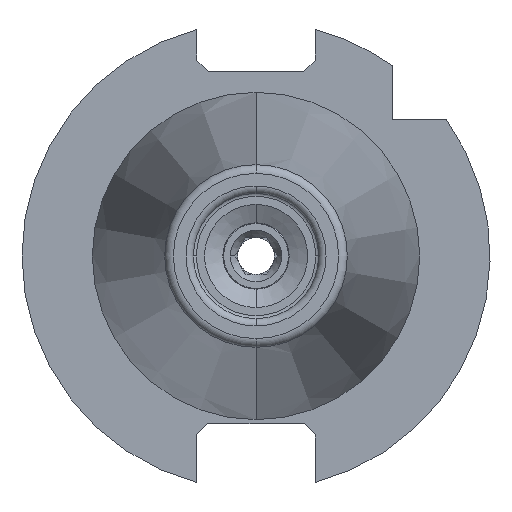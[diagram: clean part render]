
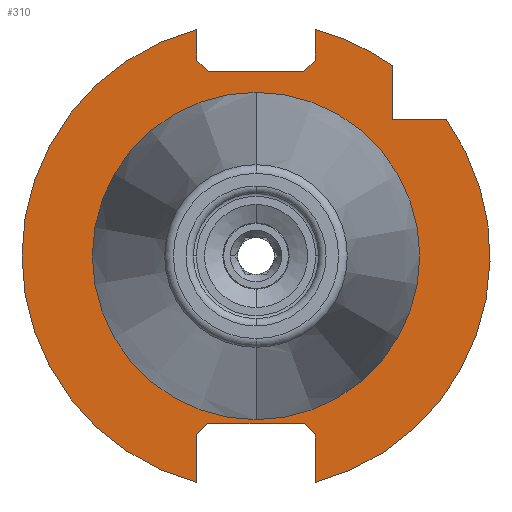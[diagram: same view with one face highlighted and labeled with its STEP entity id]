
A CAD part, left-side view. The second image highlights one B-rep face of the part: STEP entity #310.
In plain terms, the highlighted planar face has unit normal (-1, 0, 0).
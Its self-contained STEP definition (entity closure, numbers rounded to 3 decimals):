
#310 = ADVANCED_FACE ( 'NONE', ( #673, #680 ), #4024, .F. ) ;
#496 = EDGE_CURVE ( 'NONE', #3338, #3328, #946, .T. ) ;
#525 = EDGE_CURVE ( 'NONE', #3358, #3337, #977, .T. ) ;
#579 = EDGE_CURVE ( 'NONE', #3392, #3369, #1050, .T. ) ;
#581 = EDGE_CURVE ( 'NONE', #3323, #3283, #1052, .T. ) ;
#673 = FACE_BOUND ( 'NONE', #3572, .T. ) ;
#680 = FACE_OUTER_BOUND ( 'NONE', #3560, .T. ) ;
#946 = CIRCLE ( 'NONE', #2616, 31.775 ) ;
#977 = CIRCLE ( 'NONE', #2638, 31.775 ) ;
#1050 = CIRCLE ( 'NONE', #2678, 31.775 ) ;
#1052 = CIRCLE ( 'NONE', #2680, 22.225 ) ;
#1140 = CIRCLE ( 'NONE', #2784, 22.225 ) ;
#1142 = LINE ( 'NONE', #1676, #1144 ) ;
#1143 = LINE ( 'NONE', #1684, #1146 ) ;
#1144 = VECTOR ( 'NONE', #1675, 1000. ) ;
#1145 = LINE ( 'NONE', #1686, #1148 ) ;
#1146 = VECTOR ( 'NONE', #1685, 1000. ) ;
#1147 = LINE ( 'NONE', #1688, #1150 ) ;
#1148 = VECTOR ( 'NONE', #1687, 1000. ) ;
#1149 = LINE ( 'NONE', #1690, #1152 ) ;
#1150 = VECTOR ( 'NONE', #1689, 1000. ) ;
#1151 = LINE ( 'NONE', #1692, #1154 ) ;
#1152 = VECTOR ( 'NONE', #1691, 1000. ) ;
#1153 = LINE ( 'NONE', #1694, #1156 ) ;
#1154 = VECTOR ( 'NONE', #1693, 1000. ) ;
#1155 = LINE ( 'NONE', #1696, #1158 ) ;
#1156 = VECTOR ( 'NONE', #1695, 1000. ) ;
#1157 = LINE ( 'NONE', #1698, #1160 ) ;
#1158 = VECTOR ( 'NONE', #1697, 1000. ) ;
#1159 = LINE ( 'NONE', #1700, #1162 ) ;
#1160 = VECTOR ( 'NONE', #1699, 1000. ) ;
#1161 = LINE ( 'NONE', #1702, #1164 ) ;
#1162 = VECTOR ( 'NONE', #1701, 1000. ) ;
#1163 = LINE ( 'NONE', #1704, #1166 ) ;
#1164 = VECTOR ( 'NONE', #1703, 1000. ) ;
#1166 = VECTOR ( 'NONE', #1705, 1000. ) ;
#1379 = CARTESIAN_POINT ( 'NONE',  ( 71.6, 8.05, -30.738 ) ) ;
#1380 = CARTESIAN_POINT ( 'NONE',  ( 71.6, -8.05, -30.738 ) ) ;
#1400 = CARTESIAN_POINT ( 'NONE',  ( 71.6, 8.05, 30.738 ) ) ;
#1411 = CARTESIAN_POINT ( 'NONE',  ( 71.6, -8.05, 30.738 ) ) ;
#1415 = CARTESIAN_POINT ( 'NONE',  ( 71.6, -6.55, -22.8 ) ) ;
#1433 = CARTESIAN_POINT ( 'NONE',  ( 71.6, 8.05, -24.3 ) ) ;
#1434 = CARTESIAN_POINT ( 'NONE',  ( 71.6, -18.5, 25.834 ) ) ;
#1435 = CARTESIAN_POINT ( 'NONE',  ( 71.6, -8.05, -24.3 ) ) ;
#1436 = CARTESIAN_POINT ( 'NONE',  ( 71.6, -18.5, 18.5 ) ) ;
#1438 = CARTESIAN_POINT ( 'NONE',  ( 71.6, -8.05, 26.6 ) ) ;
#1440 = CARTESIAN_POINT ( 'NONE',  ( 71.6, -6.45, 25. ) ) ;
#1441 = CARTESIAN_POINT ( 'NONE',  ( 71.6, 6.45, 25. ) ) ;
#1442 = CARTESIAN_POINT ( 'NONE',  ( 71.6, 8.05, 26.6 ) ) ;
#1444 = CARTESIAN_POINT ( 'NONE',  ( 71.6, 6.55, -22.8 ) ) ;
#1675 = DIRECTION ( 'NONE',  ( 0., -0.707, -0.707 ) ) ;
#1676 = CARTESIAN_POINT ( 'NONE',  ( 71.6, 19.238, 2.987 ) ) ;
#1681 = CARTESIAN_POINT ( 'NONE',  ( 71.6, 0., 0. ) ) ;
#1682 = DIRECTION ( 'NONE',  ( -1., 0., 0. ) ) ;
#1683 = DIRECTION ( 'NONE',  ( 0., 0., 1. ) ) ;
#1684 = CARTESIAN_POINT ( 'NONE',  ( 71.6, -8.05, 0. ) ) ;
#1685 = DIRECTION ( 'NONE',  ( 0., 0., -1. ) ) ;
#1686 = CARTESIAN_POINT ( 'NONE',  ( 71.6, 22.225, 18.5 ) ) ;
#1687 = DIRECTION ( 'NONE',  ( 0., 1., 0. ) ) ;
#1688 = CARTESIAN_POINT ( 'NONE',  ( 71.6, -18.5, 0. ) ) ;
#1689 = DIRECTION ( 'NONE',  ( 0., 0., 1. ) ) ;
#1690 = CARTESIAN_POINT ( 'NONE',  ( 71.6, -8.05, 0. ) ) ;
#1691 = DIRECTION ( 'NONE',  ( 0., 0., -1. ) ) ;
#1692 = CARTESIAN_POINT ( 'NONE',  ( 71.6, 20.388, -1.837 ) ) ;
#1693 = DIRECTION ( 'NONE',  ( 0., 0.707, -0.707 ) ) ;
#1694 = CARTESIAN_POINT ( 'NONE',  ( 71.6, 22.225, 25. ) ) ;
#1695 = DIRECTION ( 'NONE',  ( 0., 1., 0. ) ) ;
#1696 = CARTESIAN_POINT ( 'NONE',  ( 71.6, 1.838, 20.388 ) ) ;
#1697 = DIRECTION ( 'NONE',  ( 0., 0.707, 0.707 ) ) ;
#1698 = CARTESIAN_POINT ( 'NONE',  ( 71.6, 8.05, 0. ) ) ;
#1699 = DIRECTION ( 'NONE',  ( 0., 0., 1. ) ) ;
#1700 = CARTESIAN_POINT ( 'NONE',  ( 71.6, 8.05, 0. ) ) ;
#1701 = DIRECTION ( 'NONE',  ( 0., 0., 1. ) ) ;
#1702 = CARTESIAN_POINT ( 'NONE',  ( 71.6, 2.988, -19.238 ) ) ;
#1703 = DIRECTION ( 'NONE',  ( 0., -0.707, 0.707 ) ) ;
#1704 = CARTESIAN_POINT ( 'NONE',  ( 71.6, 22.225, -22.8 ) ) ;
#1705 = DIRECTION ( 'NONE',  ( 0., -1., 0. ) ) ;
#2122 = CARTESIAN_POINT ( 'NONE',  ( 71.6, 0., 0. ) ) ;
#2123 = DIRECTION ( 'NONE',  ( -1., 0., 0. ) ) ;
#2124 = DIRECTION ( 'NONE',  ( 0., 0., 1. ) ) ;
#2215 = CARTESIAN_POINT ( 'NONE',  ( 71.6, 0., 0. ) ) ;
#2216 = DIRECTION ( 'NONE',  ( -1., 0., 0. ) ) ;
#2217 = DIRECTION ( 'NONE',  ( 0., 0., 1. ) ) ;
#2374 = CARTESIAN_POINT ( 'NONE',  ( 71.6, 0., 0. ) ) ;
#2375 = DIRECTION ( 'NONE',  ( -1., 0., 0. ) ) ;
#2376 = DIRECTION ( 'NONE',  ( 0., 0., 1. ) ) ;
#2380 = CARTESIAN_POINT ( 'NONE',  ( 71.6, 0., 0. ) ) ;
#2381 = DIRECTION ( 'NONE',  ( -1., 0., 0. ) ) ;
#2382 = DIRECTION ( 'NONE',  ( 0., 0., 1. ) ) ;
#2401 = CARTESIAN_POINT ( 'NONE',  ( 71.6, 0., -22.225 ) ) ;
#2441 = CARTESIAN_POINT ( 'NONE',  ( 71.6, 0., 22.225 ) ) ;
#2446 = CARTESIAN_POINT ( 'NONE',  ( 71.6, -25.834, 18.5 ) ) ;
#2475 = AXIS2_PLACEMENT_3D ( 'NONE', #4021, #4026, #4027 ) ;
#2616 = AXIS2_PLACEMENT_3D ( 'NONE', #2122, #2123, #2124 ) ;
#2638 = AXIS2_PLACEMENT_3D ( 'NONE', #2215, #2216, #2217 ) ;
#2641 = ORIENTED_EDGE ( 'NONE', *, *, #581, .F. ) ;
#2643 = ORIENTED_EDGE ( 'NONE', *, *, #4322, .F. ) ;
#2645 = ORIENTED_EDGE ( 'NONE', *, *, #4323, .T. ) ;
#2647 = ORIENTED_EDGE ( 'NONE', *, *, #4324, .T. ) ;
#2649 = ORIENTED_EDGE ( 'NONE', *, *, #496, .T. ) ;
#2651 = ORIENTED_EDGE ( 'NONE', *, *, #4325, .T. ) ;
#2652 = ORIENTED_EDGE ( 'NONE', *, *, #4326, .T. ) ;
#2654 = ORIENTED_EDGE ( 'NONE', *, *, #579, .T. ) ;
#2656 = ORIENTED_EDGE ( 'NONE', *, *, #4327, .T. ) ;
#2658 = ORIENTED_EDGE ( 'NONE', *, *, #4328, .T. ) ;
#2660 = ORIENTED_EDGE ( 'NONE', *, *, #4329, .T. ) ;
#2662 = ORIENTED_EDGE ( 'NONE', *, *, #4330, .T. ) ;
#2664 = ORIENTED_EDGE ( 'NONE', *, *, #4331, .T. ) ;
#2666 = ORIENTED_EDGE ( 'NONE', *, *, #525, .T. ) ;
#2667 = ORIENTED_EDGE ( 'NONE', *, *, #4332, .T. ) ;
#2669 = ORIENTED_EDGE ( 'NONE', *, *, #4333, .T. ) ;
#2671 = ORIENTED_EDGE ( 'NONE', *, *, #4334, .T. ) ;
#2678 = AXIS2_PLACEMENT_3D ( 'NONE', #2374, #2375, #2376 ) ;
#2680 = AXIS2_PLACEMENT_3D ( 'NONE', #2380, #2381, #2382 ) ;
#2784 = AXIS2_PLACEMENT_3D ( 'NONE', #1681, #1682, #1683 ) ;
#3283 = VERTEX_POINT ( 'NONE', #2401 ) ;
#3323 = VERTEX_POINT ( 'NONE', #2441 ) ;
#3328 = VERTEX_POINT ( 'NONE', #2446 ) ;
#3337 = VERTEX_POINT ( 'NONE', #1379 ) ;
#3338 = VERTEX_POINT ( 'NONE', #1380 ) ;
#3358 = VERTEX_POINT ( 'NONE', #1400 ) ;
#3369 = VERTEX_POINT ( 'NONE', #1411 ) ;
#3373 = VERTEX_POINT ( 'NONE', #1415 ) ;
#3391 = VERTEX_POINT ( 'NONE', #1433 ) ;
#3392 = VERTEX_POINT ( 'NONE', #1434 ) ;
#3393 = VERTEX_POINT ( 'NONE', #1435 ) ;
#3394 = VERTEX_POINT ( 'NONE', #1436 ) ;
#3396 = VERTEX_POINT ( 'NONE', #1438 ) ;
#3398 = VERTEX_POINT ( 'NONE', #1440 ) ;
#3399 = VERTEX_POINT ( 'NONE', #1441 ) ;
#3400 = VERTEX_POINT ( 'NONE', #1442 ) ;
#3402 = VERTEX_POINT ( 'NONE', #1444 ) ;
#3560 = EDGE_LOOP ( 'NONE', ( #2645, #2647, #2649, #2651, #2652, #2654, #2656, #2658, #2660, #2662, #2664, #2666, #2667, #2669, #2671 ) ) ;
#3572 = EDGE_LOOP ( 'NONE', ( #2641, #2643 ) ) ;
#4021 = CARTESIAN_POINT ( 'NONE',  ( 71.6, 22.225, 0. ) ) ;
#4024 = PLANE ( 'NONE',  #2475 ) ;
#4026 = DIRECTION ( 'NONE',  ( 1., 0., 0. ) ) ;
#4027 = DIRECTION ( 'NONE',  ( 0., 0., -1. ) ) ;
#4322 = EDGE_CURVE ( 'NONE', #3283, #3323, #1140, .T. ) ;
#4323 = EDGE_CURVE ( 'NONE', #3373, #3393, #1142, .T. ) ;
#4324 = EDGE_CURVE ( 'NONE', #3393, #3338, #1143, .T. ) ;
#4325 = EDGE_CURVE ( 'NONE', #3328, #3394, #1145, .T. ) ;
#4326 = EDGE_CURVE ( 'NONE', #3394, #3392, #1147, .T. ) ;
#4327 = EDGE_CURVE ( 'NONE', #3369, #3396, #1149, .T. ) ;
#4328 = EDGE_CURVE ( 'NONE', #3396, #3398, #1151, .T. ) ;
#4329 = EDGE_CURVE ( 'NONE', #3398, #3399, #1153, .T. ) ;
#4330 = EDGE_CURVE ( 'NONE', #3399, #3400, #1155, .T. ) ;
#4331 = EDGE_CURVE ( 'NONE', #3400, #3358, #1157, .T. ) ;
#4332 = EDGE_CURVE ( 'NONE', #3337, #3391, #1159, .T. ) ;
#4333 = EDGE_CURVE ( 'NONE', #3391, #3402, #1161, .T. ) ;
#4334 = EDGE_CURVE ( 'NONE', #3402, #3373, #1163, .T. ) ;
